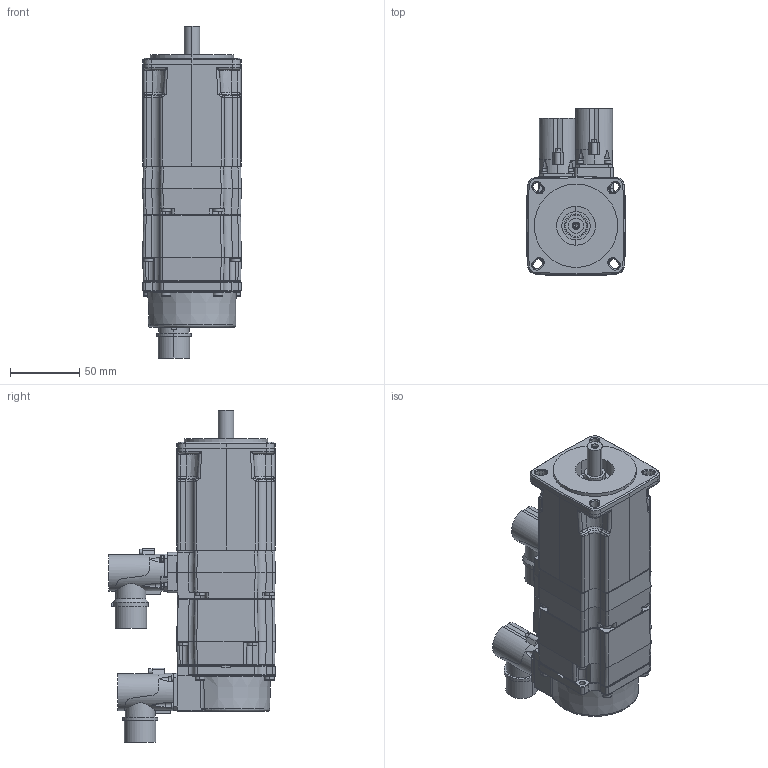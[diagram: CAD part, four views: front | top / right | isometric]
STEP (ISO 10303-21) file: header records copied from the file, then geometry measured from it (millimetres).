
FILE_DESCRIPTION((''),'2;1');
FILE_NAME('NX310EAR7300_SW0001','2004-06-24T',('pr1'),(''),'PRO/ENGINEER BY PARAMETRIC TECHNOLOGY CORPORATION, 2001500','PRO/ENGINEER BY PARAMETRIC TECHNOLOGY CORPORATION, 2001500','');
FILE_SCHEMA(('CONFIG_CONTROL_DESIGN'));
Products named in the file (1): NX310EAR7300_SW0001
Bounding box: 71 x 120 x 239.1 mm (x, y, z)
Volume: 897465 mm3; surface area: 82222.2 mm2
Topology: 1 solids, 1 shells, 2287 faces, 5788 edges, 3579 vertices
Faces by surface type: plane 1173, cylinder 568, cone 277, bspline 196, torus 71, sphere 2
Entity records: 88457 total; most frequent: CARTESIAN_POINT 35846, ORIENTED_EDGE 11488, DIRECTION 9935, EDGE_CURVE 5744, VECTOR 3653, LINE 3653, VERTEX_POINT 3579, AXIS2_PLACEMENT_3D 3141
